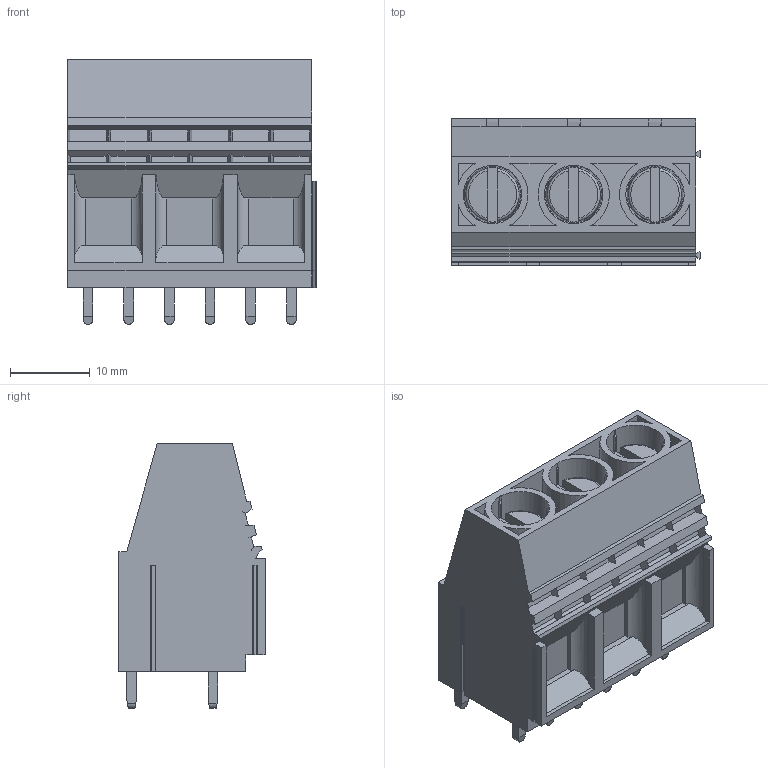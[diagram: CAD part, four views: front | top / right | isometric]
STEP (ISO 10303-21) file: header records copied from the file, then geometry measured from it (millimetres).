
FILE_DESCRIPTION(('FreeCAD Model'),'2;1');
FILE_NAME('Open CASCADE Shape Model','2025-11-13T23:46:32',( 'kicad StepUp'),('ksu MCAD'),'Open CASCADE STEP processor 7.8', 'FreeCAD','Unknown');
FILE_SCHEMA(('AUTOMOTIVE_DESIGN { 1 0 10303 214 1 1 1 1 }'));
Length unit declared in the file: millimetre
Products named in the file (1): 333
Bounding box: 31.05 x 18.3 x 33.1 mm (x, y, z)
Volume: 11532.9 mm3; surface area: 6065.8 mm2
Topology: 1 solids, 1 shells, 499 faces, 1534 edges, 1040 vertices
Faces by surface type: plane 367, cylinder 96, cone 24, torus 12
Entity records: 22848 total; most frequent: CARTESIAN_POINT 4811, ORIENTED_EDGE 3068, DIRECTION 2516, EDGE_CURVE 1534, LINE 1062, VECTOR 1062, VERTEX_POINT 1040, AXIS2_PLACEMENT_3D 727
